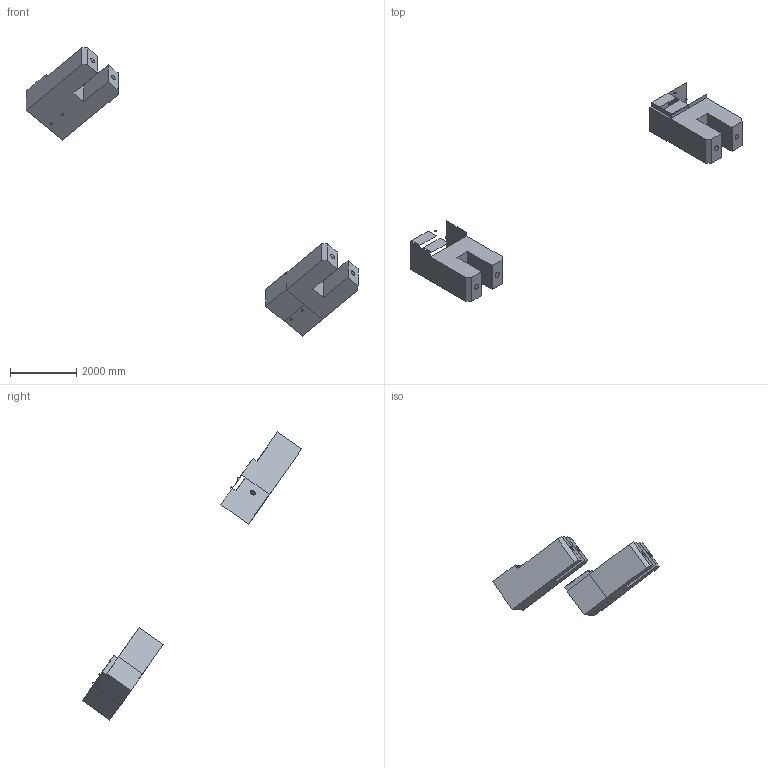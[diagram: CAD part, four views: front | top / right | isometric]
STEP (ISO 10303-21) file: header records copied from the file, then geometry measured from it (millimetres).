
FILE_DESCRIPTION(('Aspose.CAD STEP Model'),'2;1');
FILE_NAME('','2024',(''),(''),'','Aspose.CAD','');
FILE_SCHEMA(('AUTOMOTIVE_DESIGN'));
Products named in the file (3): Unnamed; Brep shape; Wireframe shape
Bounding box: 10038.52 x 6631.38 x 8709.71 mm (x, y, z)
Volume: 1840121633.3 mm3; surface area: 31566168.5 mm2
Topology: 1 solids, 30 shells, 63 faces, 8550 edges, 11177 vertices
Faces by surface type: plane 63
Entity records: 19381 total; most frequent: CARTESIAN_POINT 8366, DIRECTION 2678, VECTOR 2666, LINE 2666, TRIMMED_CURVE 2666, AXIS2_PLACEMENT_3D 66, POLY_LOOP 63, FACE_OUTER_BOUND 63
